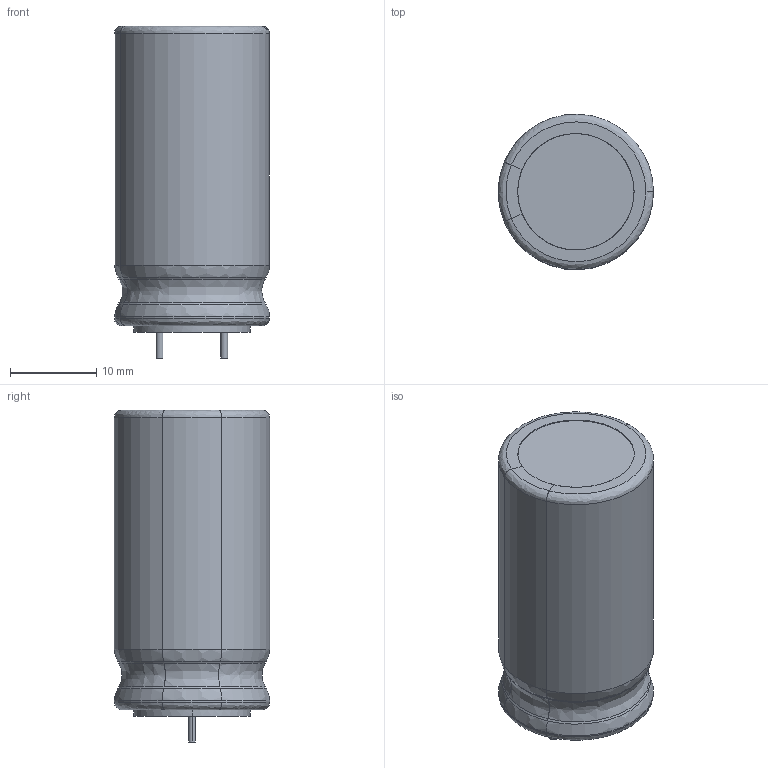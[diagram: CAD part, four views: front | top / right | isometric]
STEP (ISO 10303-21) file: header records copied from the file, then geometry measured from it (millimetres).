
FILE_DESCRIPTION (( 'STEP AP214' ), '1' );
FILE_NAME ('User Library-CapAluRadial_D180H355P75.STEP', '2019-03-29T17:37:03', ( '' ), ( '' ), 'SwSTEP 2.0', 'SolidWorks 2019', '' );
FILE_SCHEMA (( 'AUTOMOTIVE_DESIGN' ));
Length unit declared in the file: centimetre
Products named in the file (1): User Library-CapAluRadial_D180H355P75
Bounding box: 17.97 x 17.99 x 38.5 mm (x, y, z)
Volume: 8776.4 mm3; surface area: 2483.2 mm2
Topology: 1 solids, 1 shells, 44 faces, 117 edges, 77 vertices
Faces by surface type: bspline 15, cylinder 14, plane 10, cone 5
Entity records: 1944 total; most frequent: CARTESIAN_POINT 640, ORIENTED_EDGE 234, DIRECTION 194, EDGE_CURVE 117, AXIS2_PLACEMENT_3D 79, VERTEX_POINT 77, CIRCLE 49, EDGE_LOOP 46
